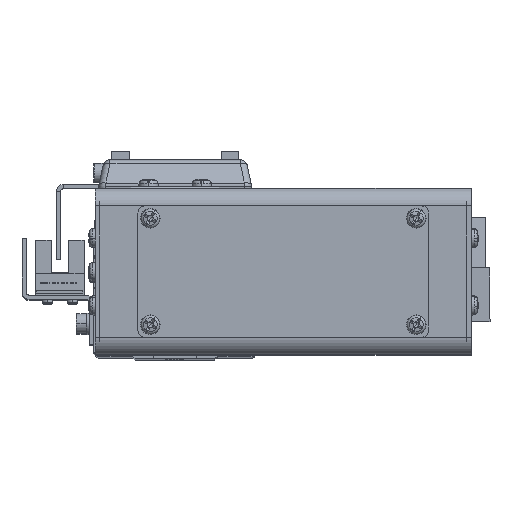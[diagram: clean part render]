
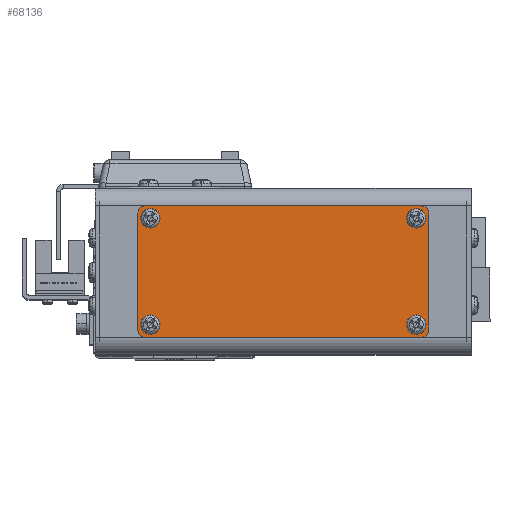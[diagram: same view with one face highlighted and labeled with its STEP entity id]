
A CAD part, top view. The second image highlights one B-rep face of the part: STEP entity #68136.
In plain terms, the highlighted face is planar.
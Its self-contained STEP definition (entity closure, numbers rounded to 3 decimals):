
#457 = ORIENTED_EDGE ( 'NONE', *, *, #69717, .F. ) ;
#471 = VERTEX_POINT ( 'NONE', #31723 ) ;
#510 = DIRECTION ( 'NONE',  ( 1., 0., 0. ) ) ;
#768 = FACE_BOUND ( 'NONE', #30556, .T. ) ;
#1095 = EDGE_LOOP ( 'NONE', ( #49338, #1404 ) ) ;
#1232 = DIRECTION ( 'NONE',  ( 0., 0., 1. ) ) ;
#1404 = ORIENTED_EDGE ( 'NONE', *, *, #21709, .T. ) ;
#1921 = CARTESIAN_POINT ( 'NONE',  ( 41., 2., 0. ) ) ;
#2710 = VECTOR ( 'NONE', #31798, 1000. ) ;
#3305 = DIRECTION ( 'NONE',  ( 0., 0., 1. ) ) ;
#5485 = DIRECTION ( 'NONE',  ( 1., 0., 0. ) ) ;
#5922 = VECTOR ( 'NONE', #64120, 1000. ) ;
#6079 = DIRECTION ( 'NONE',  ( 0., 0., 1. ) ) ;
#6863 = EDGE_CURVE ( 'NONE', #12059, #471, #38459, .T. ) ;
#7586 = CARTESIAN_POINT ( 'NONE',  ( -35.8, 33.5, 0. ) ) ;
#7698 = CARTESIAN_POINT ( 'NONE',  ( 35.8, 3.5, 0. ) ) ;
#9132 = CARTESIAN_POINT ( 'NONE',  ( -37.5, 33.5, 0. ) ) ;
#9264 = CARTESIAN_POINT ( 'NONE',  ( -37.5, 3.5, 0. ) ) ;
#9339 = CIRCLE ( 'NONE', #38876, 1.7 ) ;
#10199 = VERTEX_POINT ( 'NONE', #34890 ) ;
#11892 = AXIS2_PLACEMENT_3D ( 'NONE', #37413, #3305, #43128 ) ;
#12059 = VERTEX_POINT ( 'NONE', #7698 ) ;
#12357 = FACE_BOUND ( 'NONE', #18485, .T. ) ;
#13206 = LINE ( 'NONE', #23197, #56832 ) ;
#13316 = DIRECTION ( 'NONE',  ( 0., 0., 1. ) ) ;
#13454 = ORIENTED_EDGE ( 'NONE', *, *, #47111, .T. ) ;
#13719 = DIRECTION ( 'NONE',  ( 0., 0., 1. ) ) ;
#13914 = CARTESIAN_POINT ( 'NONE',  ( -39.2, 33.5, 0. ) ) ;
#14849 = ORIENTED_EDGE ( 'NONE', *, *, #15184, .T. ) ;
#14873 = DIRECTION ( 'NONE',  ( 1., 0., 0. ) ) ;
#15010 = DIRECTION ( 'NONE',  ( 1., 0., 0. ) ) ;
#15184 = EDGE_CURVE ( 'NONE', #71533, #61875, #58836, .T. ) ;
#16307 = CARTESIAN_POINT ( 'NONE',  ( -37.5, 33.5, 0. ) ) ;
#16524 = ORIENTED_EDGE ( 'NONE', *, *, #20877, .T. ) ;
#16762 = CARTESIAN_POINT ( 'NONE',  ( 39., 35., 0. ) ) ;
#17561 = VERTEX_POINT ( 'NONE', #32795 ) ;
#18397 = EDGE_CURVE ( 'NONE', #54648, #55821, #13206, .T. ) ;
#18485 = EDGE_LOOP ( 'NONE', ( #31375, #54441 ) ) ;
#19106 = VERTEX_POINT ( 'NONE', #25288 ) ;
#19309 = AXIS2_PLACEMENT_3D ( 'NONE', #40222, #6079, #45888 ) ;
#19608 = EDGE_CURVE ( 'NONE', #70760, #17561, #37998, .T. ) ;
#20242 = EDGE_CURVE ( 'NONE', #45050, #54790, #39742, .T. ) ;
#20352 = CARTESIAN_POINT ( 'NONE',  ( -39., 2., 0. ) ) ;
#20542 = AXIS2_PLACEMENT_3D ( 'NONE', #58883, #24819, #64572 ) ;
#20877 = EDGE_CURVE ( 'NONE', #61875, #71533, #9339, .T. ) ;
#21417 = CIRCLE ( 'NONE', #20542, 1.7 ) ;
#21709 = EDGE_CURVE ( 'NONE', #471, #12059, #49328, .T. ) ;
#22063 = DIRECTION ( 'NONE',  ( 1., 0., 0. ) ) ;
#22382 = AXIS2_PLACEMENT_3D ( 'NONE', #73535, #39585, #5485 ) ;
#22819 = CARTESIAN_POINT ( 'NONE',  ( -39., 0., 0. ) ) ;
#22868 = VECTOR ( 'NONE', #69441, 1000. ) ;
#23197 = CARTESIAN_POINT ( 'NONE',  ( -39., 0., 0. ) ) ;
#24758 = CARTESIAN_POINT ( 'NONE',  ( -39.2, 3.5, 0. ) ) ;
#24819 = DIRECTION ( 'NONE',  ( 0., 0., 1. ) ) ;
#25288 = CARTESIAN_POINT ( 'NONE',  ( 39.2, 33.5, 0. ) ) ;
#25312 = AXIS2_PLACEMENT_3D ( 'NONE', #20352, #60097, #26055 ) ;
#25562 = DIRECTION ( 'NONE',  ( 0., 0., 1. ) ) ;
#26046 = CARTESIAN_POINT ( 'NONE',  ( -41., 35., 0. ) ) ;
#26055 = DIRECTION ( 'NONE',  ( 1., 0., 0. ) ) ;
#26493 = CARTESIAN_POINT ( 'NONE',  ( 35.8, 33.5, 0. ) ) ;
#28210 = DIRECTION ( 'NONE',  ( 0., 0., 1. ) ) ;
#28380 = CIRCLE ( 'NONE', #11892, 2. ) ;
#29288 = FACE_BOUND ( 'NONE', #1095, .T. ) ;
#29715 = AXIS2_PLACEMENT_3D ( 'NONE', #47394, #13316, #53119 ) ;
#30556 = EDGE_LOOP ( 'NONE', ( #14849, #16524 ) ) ;
#30670 = VERTEX_POINT ( 'NONE', #26493 ) ;
#31375 = ORIENTED_EDGE ( 'NONE', *, *, #71654, .T. ) ;
#31723 = CARTESIAN_POINT ( 'NONE',  ( 39.2, 3.5, 0. ) ) ;
#31798 = DIRECTION ( 'NONE',  ( 0., -1., 0. ) ) ;
#32795 = CARTESIAN_POINT ( 'NONE',  ( -39., 37., 0. ) ) ;
#33809 = CARTESIAN_POINT ( 'NONE',  ( 39., 37., 0. ) ) ;
#34890 = CARTESIAN_POINT ( 'NONE',  ( 41., 2., 0. ) ) ;
#35380 = CARTESIAN_POINT ( 'NONE',  ( -39., 35., 0. ) ) ;
#35470 = CARTESIAN_POINT ( 'NONE',  ( 39., 37., 0. ) ) ;
#36174 = LINE ( 'NONE', #1921, #5922 ) ;
#36622 = EDGE_CURVE ( 'NONE', #17561, #44267, #62744, .T. ) ;
#37413 = CARTESIAN_POINT ( 'NONE',  ( 39., 2., 0. ) ) ;
#37998 = LINE ( 'NONE', #35470, #22868 ) ;
#38459 = CIRCLE ( 'NONE', #53506, 1.7 ) ;
#38713 = EDGE_LOOP ( 'NONE', ( #38723, #457, #69226, #66295, #47121, #73591, #63645, #71397 ) ) ;
#38723 = ORIENTED_EDGE ( 'NONE', *, *, #41463, .F. ) ;
#38876 = AXIS2_PLACEMENT_3D ( 'NONE', #9132, #48964, #14873 ) ;
#38940 = VERTEX_POINT ( 'NONE', #60382 ) ;
#39585 = DIRECTION ( 'NONE',  ( 0., 0., 1. ) ) ;
#39742 = CIRCLE ( 'NONE', #72077, 1.7 ) ;
#40222 = CARTESIAN_POINT ( 'NONE',  ( 37.5, 3.5, 0. ) ) ;
#41083 = CARTESIAN_POINT ( 'NONE',  ( -41., 35., 0. ) ) ;
#41097 = DIRECTION ( 'NONE',  ( 1., 0., 0. ) ) ;
#41203 = EDGE_CURVE ( 'NONE', #44267, #38940, #63263, .T. ) ;
#41463 = EDGE_CURVE ( 'NONE', #67279, #70760, #65856, .T. ) ;
#42666 = EDGE_CURVE ( 'NONE', #19106, #30670, #21417, .T. ) ;
#43128 = DIRECTION ( 'NONE',  ( 1., 0., 0. ) ) ;
#44267 = VERTEX_POINT ( 'NONE', #41083 ) ;
#44416 = FACE_OUTER_BOUND ( 'NONE', #38713, .T. ) ;
#45050 = VERTEX_POINT ( 'NONE', #72717 ) ;
#45817 = CIRCLE ( 'NONE', #46908, 1.7 ) ;
#45888 = DIRECTION ( 'NONE',  ( 1., 0., 0. ) ) ;
#46908 = AXIS2_PLACEMENT_3D ( 'NONE', #9264, #49082, #15010 ) ;
#47111 = EDGE_CURVE ( 'NONE', #54790, #45050, #45817, .T. ) ;
#47121 = ORIENTED_EDGE ( 'NONE', *, *, #55794, .F. ) ;
#47394 = CARTESIAN_POINT ( 'NONE',  ( 39., 35., 0. ) ) ;
#47798 = CARTESIAN_POINT ( 'NONE',  ( -37.5, 3.5, 0. ) ) ;
#48964 = DIRECTION ( 'NONE',  ( 0., 0., 1. ) ) ;
#49082 = DIRECTION ( 'NONE',  ( 0., 0., 1. ) ) ;
#49328 = CIRCLE ( 'NONE', #19309, 1.7 ) ;
#49338 = ORIENTED_EDGE ( 'NONE', *, *, #6863, .T. ) ;
#50359 = PLANE ( 'NONE',  #65948 ) ;
#50719 = CIRCLE ( 'NONE', #22382, 1.7 ) ;
#53119 = DIRECTION ( 'NONE',  ( 1., 0., 0. ) ) ;
#53506 = AXIS2_PLACEMENT_3D ( 'NONE', #59616, #25562, #65279 ) ;
#53525 = DIRECTION ( 'NONE',  ( 1., 0., 0. ) ) ;
#53850 = EDGE_LOOP ( 'NONE', ( #13454, #68388 ) ) ;
#54441 = ORIENTED_EDGE ( 'NONE', *, *, #42666, .T. ) ;
#54648 = VERTEX_POINT ( 'NONE', #22819 ) ;
#54790 = VERTEX_POINT ( 'NONE', #24758 ) ;
#54898 = CARTESIAN_POINT ( 'NONE',  ( 39., 0., 0. ) ) ;
#55794 = EDGE_CURVE ( 'NONE', #38940, #54648, #63058, .T. ) ;
#55821 = VERTEX_POINT ( 'NONE', #54898 ) ;
#56125 = DIRECTION ( 'NONE',  ( 0., 0., 1. ) ) ;
#56832 = VECTOR ( 'NONE', #510, 1000. ) ;
#57727 = FACE_BOUND ( 'NONE', #53850, .T. ) ;
#58836 = CIRCLE ( 'NONE', #69082, 1.7 ) ;
#58883 = CARTESIAN_POINT ( 'NONE',  ( 37.5, 33.5, 0. ) ) ;
#59616 = CARTESIAN_POINT ( 'NONE',  ( 37.5, 3.5, 0. ) ) ;
#60097 = DIRECTION ( 'NONE',  ( 0., 0., 1. ) ) ;
#60382 = CARTESIAN_POINT ( 'NONE',  ( -41., 2., 0. ) ) ;
#61875 = VERTEX_POINT ( 'NONE', #7586 ) ;
#62744 = CIRCLE ( 'NONE', #72333, 2. ) ;
#63058 = CIRCLE ( 'NONE', #25312, 2. ) ;
#63263 = LINE ( 'NONE', #26046, #2710 ) ;
#63645 = ORIENTED_EDGE ( 'NONE', *, *, #36622, .F. ) ;
#64120 = DIRECTION ( 'NONE',  ( 0., 1., 0. ) ) ;
#64572 = DIRECTION ( 'NONE',  ( 1., 0., 0. ) ) ;
#64594 = CARTESIAN_POINT ( 'NONE',  ( 41., 35., 0. ) ) ;
#65279 = DIRECTION ( 'NONE',  ( 1., 0., 0. ) ) ;
#65856 = CIRCLE ( 'NONE', #29715, 2. ) ;
#65948 = AXIS2_PLACEMENT_3D ( 'NONE', #16762, #28210, #67950 ) ;
#66295 = ORIENTED_EDGE ( 'NONE', *, *, #18397, .F. ) ;
#67279 = VERTEX_POINT ( 'NONE', #64594 ) ;
#67950 = DIRECTION ( 'NONE',  ( 1., 0., 0. ) ) ;
#68136 = ADVANCED_FACE ( 'NONE', ( #768, #57727, #44416, #29288, #12357 ), #50359, .F. ) ;
#68388 = ORIENTED_EDGE ( 'NONE', *, *, #20242, .T. ) ;
#69082 = AXIS2_PLACEMENT_3D ( 'NONE', #16307, #56125, #22063 ) ;
#69226 = ORIENTED_EDGE ( 'NONE', *, *, #72450, .F. ) ;
#69441 = DIRECTION ( 'NONE',  ( -1., 0., 0. ) ) ;
#69717 = EDGE_CURVE ( 'NONE', #10199, #67279, #36174, .T. ) ;
#70760 = VERTEX_POINT ( 'NONE', #33809 ) ;
#71397 = ORIENTED_EDGE ( 'NONE', *, *, #19608, .F. ) ;
#71533 = VERTEX_POINT ( 'NONE', #13914 ) ;
#71654 = EDGE_CURVE ( 'NONE', #30670, #19106, #50719, .T. ) ;
#72077 = AXIS2_PLACEMENT_3D ( 'NONE', #47798, #13719, #53525 ) ;
#72333 = AXIS2_PLACEMENT_3D ( 'NONE', #35380, #1232, #41097 ) ;
#72450 = EDGE_CURVE ( 'NONE', #55821, #10199, #28380, .T. ) ;
#72717 = CARTESIAN_POINT ( 'NONE',  ( -35.8, 3.5, 0. ) ) ;
#73535 = CARTESIAN_POINT ( 'NONE',  ( 37.5, 33.5, 0. ) ) ;
#73591 = ORIENTED_EDGE ( 'NONE', *, *, #41203, .F. ) ;
